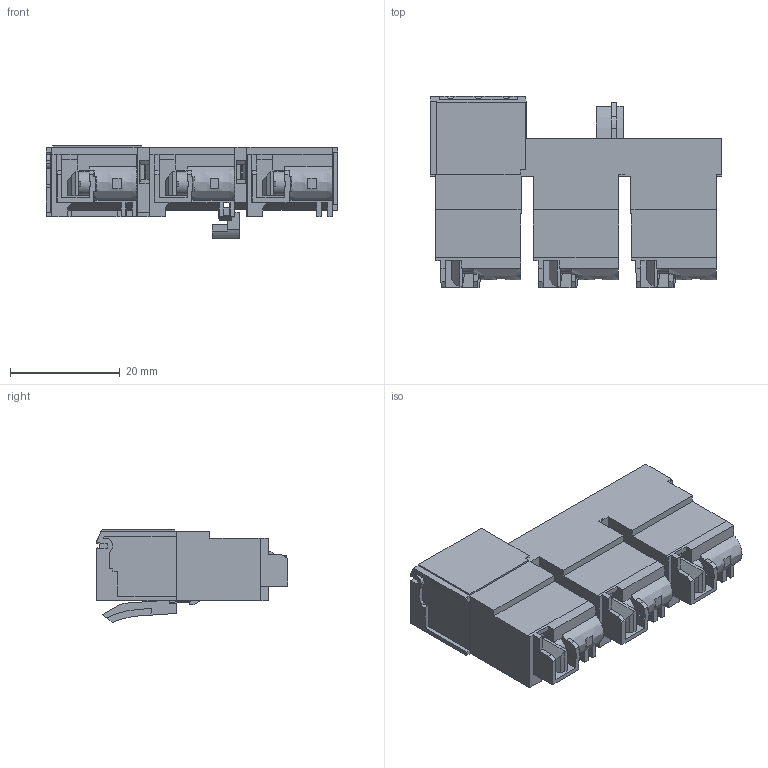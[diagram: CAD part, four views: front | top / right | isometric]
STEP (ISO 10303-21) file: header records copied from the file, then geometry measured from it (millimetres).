
FILE_DESCRIPTION(('Creo Elements/Direct Modeling STEP Export'),'2;1');
FILE_NAME('model.stp','2024-05-22T 9:19:19',(''),(''),'Creo Elements/Direct Modeling STEP processor for AP214 (Solid Model)','Creo Elements/Direct Modeling 20.1D 10-Oct-2020 (C) Parametric Technology GmbH','');
FILE_SCHEMA(('AUTOMOTIVE_DESIGN { 1 0 10303 214 1 1 1 1 }'));
Length unit declared in the file: millimetre
Products named in the file (2): SPP_R_3-SELECT
Assembly tree (1 placements, depth 2):
  SPP_R_3-SELECT
    SPP_R_3-SELECT
Bounding box: 53.2 x 34.87 x 16.96 mm (x, y, z)
Volume: 13671.7 mm3; surface area: 7601 mm2
Topology: 1 solids, 1 shells, 683 faces, 1924 edges, 1246 vertices
Faces by surface type: plane 535, cylinder 79, bspline 54, extrusion 15
Entity records: 28643 total; most frequent: CARTESIAN_POINT 9806, ORIENTED_EDGE 3848, DIRECTION 2805, EDGE_CURVE 1924, VECTOR 1475, LINE 1457, VERTEX_POINT 1246, EDGE_LOOP 692
